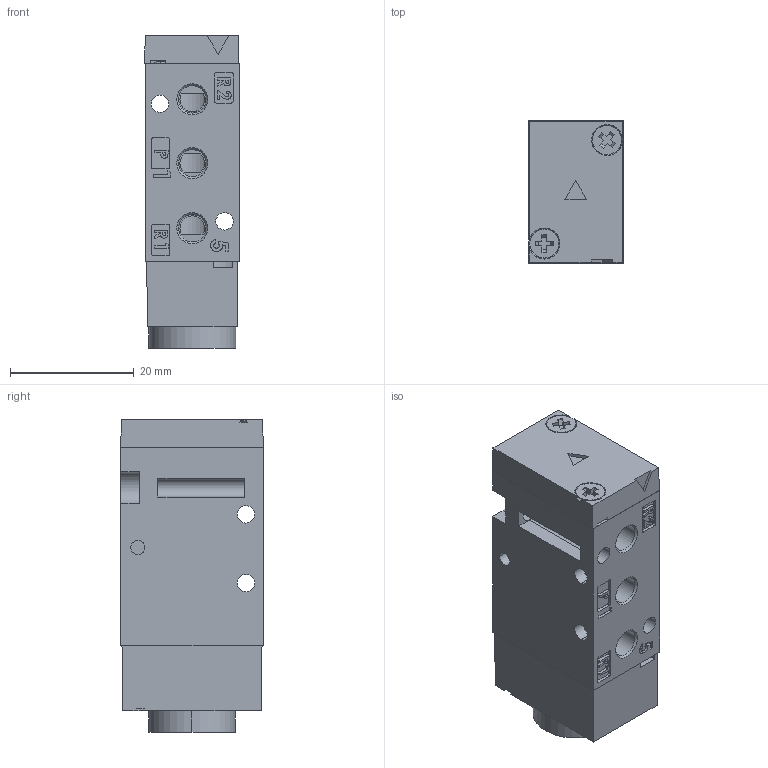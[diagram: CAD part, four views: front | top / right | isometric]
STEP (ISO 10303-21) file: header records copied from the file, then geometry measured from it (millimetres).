
FILE_DESCRIPTION (( 'STEP AP203' ), '1' );
FILE_NAME ('SFP1101.STEP', '2013-01-21T08:14:21', ( '' ), ( '' ), 'SwSTEP 2.0', 'SolidWorks 2008', '' );
FILE_SCHEMA (( 'CONFIG_CONTROL_DESIGN' ));
Length unit declared in the file: millimetre
Products named in the file (5): SFP1101; SF1000-Body_ル遽; SF1001-BodyCover_ル遽; BodyCoverBolt(M2.6xL7.5)_ル遽; MasterPilot_ル遽
Assembly tree (5 placements, depth 2):
  SFP1101
    BodyCoverBolt(M2.6xL7.5)_ル遽  x2
    SF1001-BodyCover_ル遽
    SF1000-Body_ル遽
    MasterPilot_ル遽
Bounding box: 15.3 x 23 x 50.5 mm (x, y, z)
Volume: 11714.6 mm3; surface area: 9913.8 mm2
Topology: 5 solids, 5 shells, 695 faces, 1782 edges, 1153 vertices
Faces by surface type: plane 363, cylinder 186, cone 101, bspline 45
Entity records: 22906 total; most frequent: CARTESIAN_POINT 6585, ORIENTED_EDGE 3320, DIRECTION 3195, EDGE_CURVE 1660, VERTEX_POINT 1083, AXIS2_PLACEMENT_3D 1065, VECTOR 1065, LINE 1065
